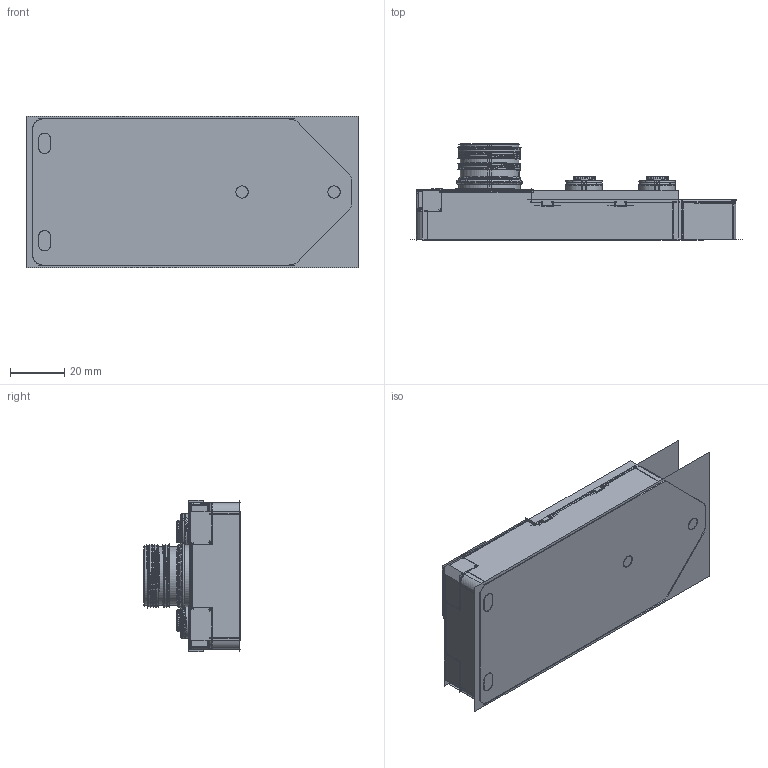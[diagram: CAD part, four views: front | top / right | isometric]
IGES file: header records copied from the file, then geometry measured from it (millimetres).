
Start section:  PTC IGES file: 242901_sm01.igs
Global section: file name: 242901_sm01.igs; native system: Creo Parametric by PTC Inc.; preprocessor: 2022414; author: banengservice; organization: Unknown; date: 20240708.092828; units: millimetre
Bounding box: 122.72 x 35.61 x 56.16 mm (x, y, z)
Surface area: 95222.3 mm2 (no closed solid volume)
Topology: 0 solids, 49 shells, 2662 faces, 17393 edges, 22465 vertices
Faces by surface type: bspline 1368, revolution 1276, extrusion 18
